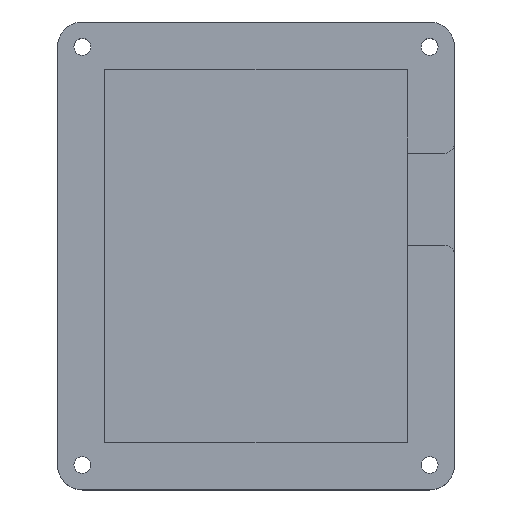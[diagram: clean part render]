
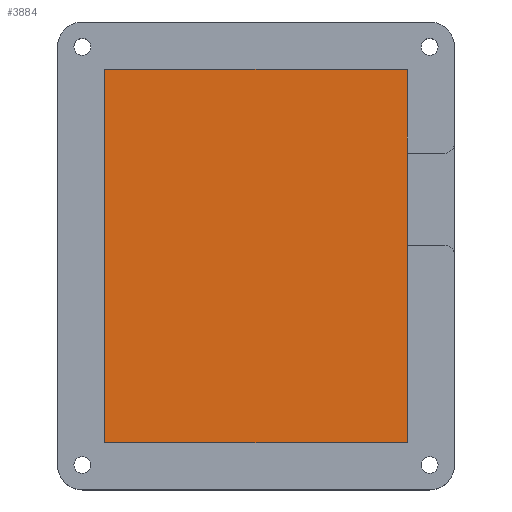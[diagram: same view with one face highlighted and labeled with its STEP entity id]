
A CAD part, top view. The second image highlights one B-rep face of the part: STEP entity #3884.
In plain terms, the highlighted planar face has unit normal (0, 0, 1).
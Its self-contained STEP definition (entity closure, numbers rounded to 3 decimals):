
#156=PLANE('',#4003);
#359=FACE_OUTER_BOUND('',#592,.T.);
#592=EDGE_LOOP('',(#3505,#3506,#3507,#3508));
#915=LINE('',#7652,#1232);
#916=LINE('',#7654,#1233);
#917=LINE('',#7656,#1234);
#918=LINE('',#7657,#1235);
#1232=VECTOR('',#4532,10.);
#1233=VECTOR('',#4533,10.);
#1234=VECTOR('',#4534,10.);
#1235=VECTOR('',#4535,10.);
#1846=VERTEX_POINT('',#7650);
#1847=VERTEX_POINT('',#7651);
#1848=VERTEX_POINT('',#7653);
#1849=VERTEX_POINT('',#7655);
#2407=EDGE_CURVE('',#1846,#1847,#915,.T.);
#2408=EDGE_CURVE('',#1848,#1846,#916,.T.);
#2409=EDGE_CURVE('',#1849,#1848,#917,.T.);
#2410=EDGE_CURVE('',#1847,#1849,#918,.T.);
#3505=ORIENTED_EDGE('',*,*,#2407,.F.);
#3506=ORIENTED_EDGE('',*,*,#2408,.F.);
#3507=ORIENTED_EDGE('',*,*,#2409,.F.);
#3508=ORIENTED_EDGE('',*,*,#2410,.F.);
#3884=ADVANCED_FACE('',(#359),#156,.T.);
#4003=AXIS2_PLACEMENT_3D('',#7649,#4530,#4531);
#4530=DIRECTION('center_axis',(0.,0.,1.));
#4531=DIRECTION('ref_axis',(1.,0.,0.));
#4532=DIRECTION('',(1.,0.,0.));
#4533=DIRECTION('',(0.,1.,0.));
#4534=DIRECTION('',(-1.,0.,0.));
#4535=DIRECTION('',(0.,-1.,0.));
#7649=CARTESIAN_POINT('Origin',(-30.375,37.5,3.));
#7650=CARTESIAN_POINT('',(-60.75,75.,3.));
#7651=CARTESIAN_POINT('',(0.,75.,3.));
#7652=CARTESIAN_POINT('',(-45.563,75.,3.));
#7653=CARTESIAN_POINT('',(-60.75,0.,3.));
#7654=CARTESIAN_POINT('',(-60.75,18.75,3.));
#7655=CARTESIAN_POINT('',(0.,0.,3.));
#7656=CARTESIAN_POINT('',(-15.188,0.,3.));
#7657=CARTESIAN_POINT('',(0.,56.25,3.));
